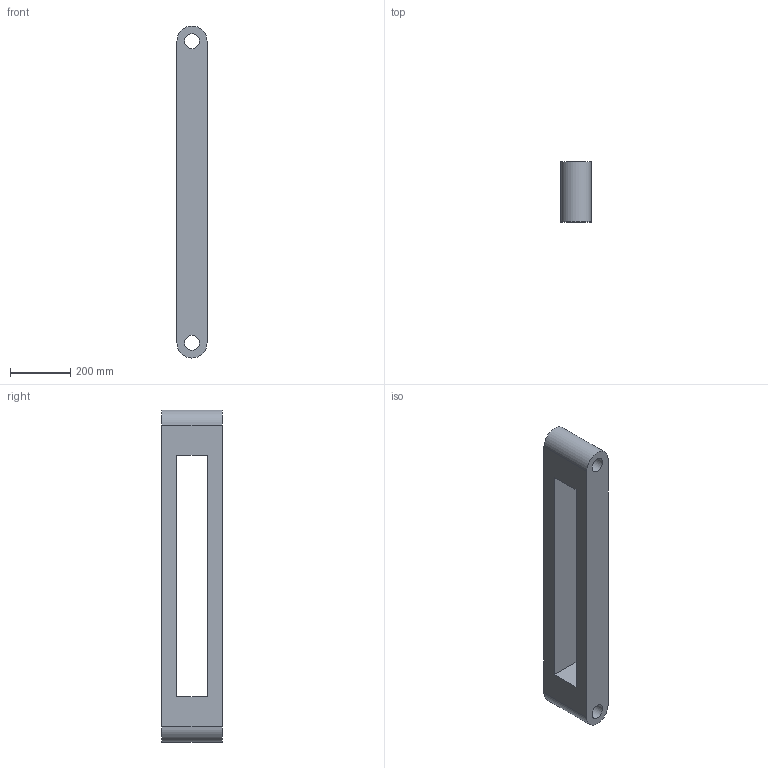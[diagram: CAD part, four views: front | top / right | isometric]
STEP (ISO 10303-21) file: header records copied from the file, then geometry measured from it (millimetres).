
FILE_DESCRIPTION( ( '' ), ' ' );
FILE_NAME( '5bf3abd81d95571818554ddd.step', '2018-11-20T06:38:17', ( '' ), ( '' ), ' ', ' ', ' ' );
FILE_SCHEMA( ( 'AUTOMOTIVE_DESIGN { 1 0 10303 214 1 1 1 1 }' ) );
Length unit declared in the file: metre
Products named in the file (1): Link 2
Bounding box: 100 x 200 x 1100 mm (x, y, z)
Volume: 12785398.2 mm3; surface area: 753517.7 mm2
Topology: 1 solids, 1 shells, 12 faces, 30 edges, 20 vertices
Faces by surface type: plane 8, cylinder 4
Full cylindrical faces by diameter (mm): 50 x2
Entity records: 476 total; most frequent: DIRECTION 62, CARTESIAN_POINT 61, ORIENTED_EDGE 56, EDGE_CURVE 28, AXIS2_PLACEMENT_3D 21, EDGE_LOOP 20, VERTEX_POINT 20, LINE 20
